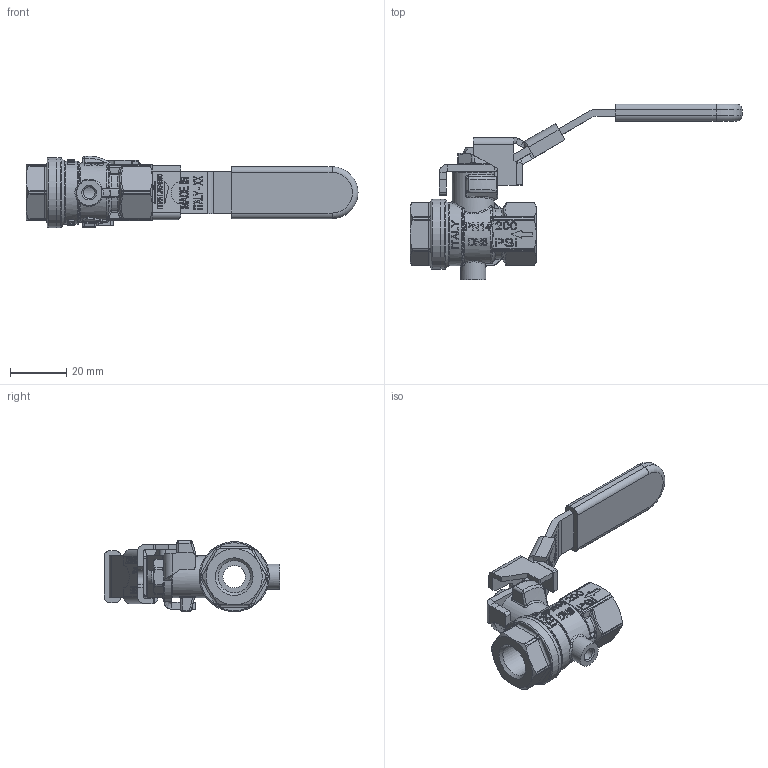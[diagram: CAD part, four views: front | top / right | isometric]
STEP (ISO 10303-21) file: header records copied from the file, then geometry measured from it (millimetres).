
FILE_DESCRIPTION(/* description */ (''),/* implementation_level */ '2;1');
FILE_NAME(/* name */ 'S93B00.stp',/* time_stamp */ '2020-07-21T09:57:09+02:00',/* author */ ('collas'),/* organization */ (''),/* preprocessor_version */ 'ST-DEVELOPER v17.2',/* originating_system */ 'Autodesk Inventor 2019',/* authorisation */ '');
FILE_SCHEMA (('AUTOMOTIVE_DESIGN { 1 0 10303 214 3 1 1 }'));
Products named in the file (11): S93B00; AV93B00; M93B00; O85B01; pa8g03; PBFA03; PBFI03; PBFI03_INSERTO; OBLF03; RIC_PICC_BLO_AZZ_NEUTRA; PDNF3S
Assembly tree (10 placements, depth 4):
  S93B00
    AV93B00
      M93B00
      O85B01
      pa8g03
    PBFA03
      PBFI03
        PBFI03_INSERTO
        OBLF03
      RIC_PICC_BLO_AZZ_NEUTRA
    PDNF3S
Bounding box: 118.28 x 62.58 x 25.5 mm (x, y, z)
Volume: 27418.1 mm3; surface area: 19191.9 mm2
Topology: 7 solids, 7 shells, 1572 faces, 4082 edges, 2610 vertices
Faces by surface type: plane 758, bspline 462, cylinder 225, cone 47, torus 47, sphere 33
Full cylindrical faces by diameter (mm): 4.2 x2, 6 x1, 7.5 x1, 8 x2, 8.95 x1, 9 x1, 11.445 x1, 11.5 x1, 15 x1, 20 x1, 22.5 x1, 25 x2
Entity records: 63959 total; most frequent: CARTESIAN_POINT 27125, ORIENTED_EDGE 8102, DIRECTION 6193, EDGE_CURVE 4051, VERTEX_POINT 2609, LINE 2221, VECTOR 2221, AXIS2_PLACEMENT_3D 1986
